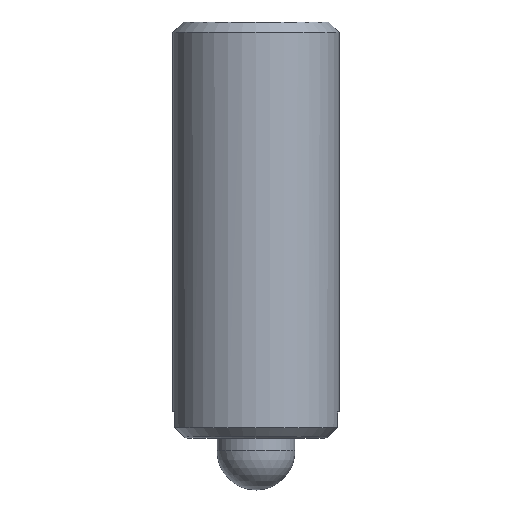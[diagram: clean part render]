
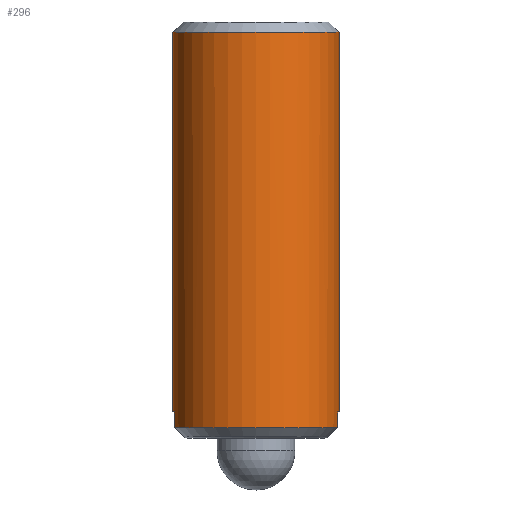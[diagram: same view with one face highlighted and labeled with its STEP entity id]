
A CAD part, front view. The second image highlights one B-rep face of the part: STEP entity #296.
In plain terms, the highlighted cylindrical face has radius 8 mm (diameter 16 mm), a partial arc.
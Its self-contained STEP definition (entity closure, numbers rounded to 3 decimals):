
#222=EDGE_CURVE('',#560,#420,#619,.T.);
#228=VERTEX_POINT('',#625);
#258=EDGE_CURVE('',#506,#228,#658,.T.);
#296=ADVANCED_FACE('',(#701),#702,.T.);
#384=VERTEX_POINT('',#804);
#390=EDGE_CURVE('',#424,#440,#811,.T.);
#404=EDGE_CURVE('',#474,#424,#827,.T.);
#420=VERTEX_POINT('',#843);
#424=VERTEX_POINT('',#847);
#438=EDGE_CURVE('',#384,#474,#862,.T.);
#440=VERTEX_POINT('',#864);
#474=VERTEX_POINT('',#899);
#506=VERTEX_POINT('',#934);
#520=EDGE_CURVE('',#506,#384,#949,.T.);
#524=EDGE_CURVE('',#440,#420,#953,.T.);
#560=VERTEX_POINT('',#994);
#590=EDGE_CURVE('',#228,#560,#1027,.T.);
#619=LINE('',#1051,#1052);
#625=CARTESIAN_POINT('',(-8.,0.,44.));
#658=LINE('',#1123,#1124);
#701=FACE_OUTER_BOUND('',#1203,.T.);
#702=CYLINDRICAL_SURFACE('',#1204,8.);
#804=CARTESIAN_POINT('',(-7.838,-1.6,7.5));
#811=LINE('',#1341,#1342);
#827=CIRCLE('',#1373,8.);
#843=CARTESIAN_POINT('',(8.,0.,7.5));
#847=CARTESIAN_POINT('',(7.838,-1.6,6.));
#862=LINE('',#1444,#1445);
#864=CARTESIAN_POINT('',(7.838,-1.6,7.5));
#899=CARTESIAN_POINT('',(-7.838,-1.6,6.));
#934=CARTESIAN_POINT('',(-8.,0.,7.5));
#949=CIRCLE('',#1581,8.);
#953=CIRCLE('',#1587,8.);
#994=CARTESIAN_POINT('',(8.,0.,44.));
#1027=CIRCLE('',#1694,8.);
#1051=CARTESIAN_POINT('',(8.,0.,25.));
#1052=VECTOR('',#1726,1.0);
#1123=CARTESIAN_POINT('',(-8.,0.,25.));
#1124=VECTOR('',#1770,1.0);
#1203=EDGE_LOOP('',(#1828,#1829,#1830,#1831,#1832,#1833,#1834,#1835));
#1204=AXIS2_PLACEMENT_3D('',#1836,#1837,#1838);
#1341=CARTESIAN_POINT('',(7.838,-1.6,25.));
#1342=VECTOR('',#1991,1.0);
#1373=AXIS2_PLACEMENT_3D('',#2010,#2011,#2012);
#1444=CARTESIAN_POINT('',(-7.838,-1.6,25.));
#1445=VECTOR('',#2030,1.0);
#1581=AXIS2_PLACEMENT_3D('',#2096,#2097,#2098);
#1587=AXIS2_PLACEMENT_3D('',#2102,#2103,#2104);
#1694=AXIS2_PLACEMENT_3D('',#2187,#2188,#2189);
#1726=DIRECTION('',(-0.0,-0.0,-1.0));
#1770=DIRECTION('',(0.0,0.0,1.0));
#1828=ORIENTED_EDGE('',*,*,#258,.F.);
#1829=ORIENTED_EDGE('',*,*,#520,.T.);
#1830=ORIENTED_EDGE('',*,*,#438,.T.);
#1831=ORIENTED_EDGE('',*,*,#404,.T.);
#1832=ORIENTED_EDGE('',*,*,#390,.T.);
#1833=ORIENTED_EDGE('',*,*,#524,.T.);
#1834=ORIENTED_EDGE('',*,*,#222,.F.);
#1835=ORIENTED_EDGE('',*,*,#590,.F.);
#1836=CARTESIAN_POINT('',(0.0,0.,25.));
#1837=DIRECTION('',(-0.0,-0.0,-1.0));
#1838=DIRECTION('',(-1.0,0.,0.0));
#1991=DIRECTION('',(0.0,0.0,1.0));
#2010=CARTESIAN_POINT('',(0.0,0.,6.));
#2011=DIRECTION('',(0.0,0.0,1.0));
#2012=DIRECTION('',(-1.0,0.,0.0));
#2030=DIRECTION('',(0.0,0.0,-1.0));
#2096=CARTESIAN_POINT('',(0.0,0.,7.5));
#2097=DIRECTION('',(0.,0.,1.0));
#2098=DIRECTION('',(-1.0,0.,0.));
#2102=CARTESIAN_POINT('',(0.0,0.,7.5));
#2103=DIRECTION('',(0.,0.,1.0));
#2104=DIRECTION('',(-1.0,0.,0.));
#2187=CARTESIAN_POINT('',(0.0,0.,44.));
#2188=DIRECTION('',(0.0,0.0,1.0));
#2189=DIRECTION('',(-1.0,0.,0.0));
